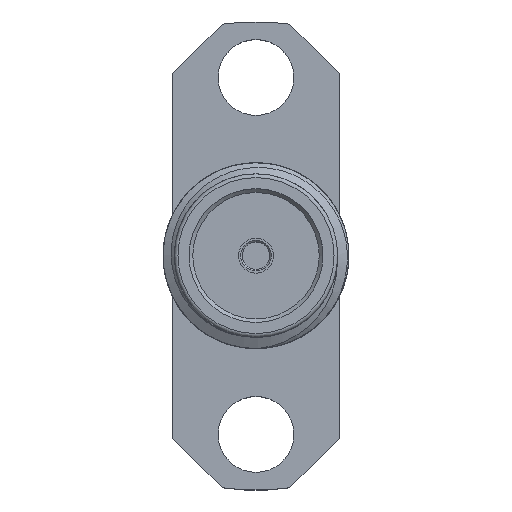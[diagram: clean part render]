
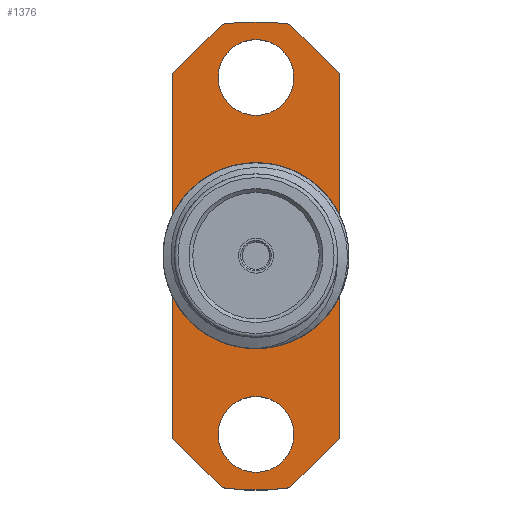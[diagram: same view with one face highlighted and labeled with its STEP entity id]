
A CAD part, top view. The second image highlights one B-rep face of the part: STEP entity #1376.
In plain terms, the highlighted planar face has unit normal (0, 0, 1).
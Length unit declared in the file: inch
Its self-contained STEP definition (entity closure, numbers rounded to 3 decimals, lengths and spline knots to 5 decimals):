
#4 = CARTESIAN_POINT ( 'NONE',  ( 0.051, -0.24, -0.31 ) ) ;
#7 = VERTEX_POINT ( 'NONE', #121 ) ;
#22 = CARTESIAN_POINT ( 'NONE',  ( 0.051, 0.24, -0.31 ) ) ;
#23 = VERTEX_POINT ( 'NONE', #1349 ) ;
#45 = ORIENTED_EDGE ( 'NONE', *, *, #1286, .T. ) ;
#54 = CARTESIAN_POINT ( 'NONE',  ( -0.04551, 0.31166, -0.31 ) ) ;
#62 = DIRECTION ( 'NONE',  ( -0.707, 0.707, 0. ) ) ;
#92 = PLANE ( 'NONE',  #891 ) ;
#105 = LINE ( 'NONE', #1436, #1908 ) ;
#114 = EDGE_CURVE ( 'NONE', #139, #1184, #194, .T. ) ;
#121 = CARTESIAN_POINT ( 'NONE',  ( 0.04551, 0.31166, -0.31 ) ) ;
#130 = LINE ( 'NONE', #1110, #449 ) ;
#139 = VERTEX_POINT ( 'NONE', #565 ) ;
#160 = FACE_OUTER_BOUND ( 'NONE', #1859, .T. ) ;
#186 = DIRECTION ( 'NONE',  ( 1., 0., 0. ) ) ;
#194 = CIRCLE ( 'NONE', #1786, 0.31496 ) ;
#227 = DIRECTION ( 'NONE',  ( 0., 1., 0. ) ) ;
#252 = DIRECTION ( 'NONE',  ( 0., 0., 1. ) ) ;
#296 = ORIENTED_EDGE ( 'NONE', *, *, #1996, .T. ) ;
#373 = EDGE_CURVE ( 'NONE', #2262, #1242, #105, .T. ) ;
#393 = VECTOR ( 'NONE', #1144, 39.37008 ) ;
#449 = VECTOR ( 'NONE', #1345, 39.37008 ) ;
#458 = EDGE_CURVE ( 'NONE', #2026, #2026, #2078, .T. ) ;
#478 = CIRCLE ( 'NONE', #2084, 0.31496 ) ;
#565 = CARTESIAN_POINT ( 'NONE',  ( -0.04551, -0.31166, -0.31 ) ) ;
#582 = DIRECTION ( 'NONE',  ( -1., 0., 0. ) ) ;
#609 = CARTESIAN_POINT ( 'NONE',  ( -0.1122, 0.24496, -0.31 ) ) ;
#612 = DIRECTION ( 'NONE',  ( 0., 0., 1. ) ) ;
#622 = DIRECTION ( 'NONE',  ( 1., 0., 0. ) ) ;
#639 = FACE_BOUND ( 'NONE', #1667, .T. ) ;
#687 = EDGE_LOOP ( 'NONE', ( #2004 ) ) ;
#691 = VERTEX_POINT ( 'NONE', #4 ) ;
#694 = DIRECTION ( 'NONE',  ( 1., 0., 0. ) ) ;
#751 = CARTESIAN_POINT ( 'NONE',  ( 0.1122, -0.31496, -0.31 ) ) ;
#754 = VERTEX_POINT ( 'NONE', #1423 ) ;
#780 = DIRECTION ( 'NONE',  ( -1., 0., 0. ) ) ;
#791 = CARTESIAN_POINT ( 'NONE',  ( -0.1122, -0.24496, -0.31 ) ) ;
#891 = AXIS2_PLACEMENT_3D ( 'NONE', #1314, #1677, #780 ) ;
#900 = EDGE_CURVE ( 'NONE', #7, #2262, #478, .T. ) ;
#903 = CARTESIAN_POINT ( 'NONE',  ( 0., 0., -0.31 ) ) ;
#909 = ORIENTED_EDGE ( 'NONE', *, *, #1194, .T. ) ;
#971 = AXIS2_PLACEMENT_3D ( 'NONE', #1733, #1211, #186 ) ;
#987 = CARTESIAN_POINT ( 'NONE',  ( -0.1122, -0.31496, -0.31 ) ) ;
#997 = FACE_BOUND ( 'NONE', #687, .T. ) ;
#1025 = CIRCLE ( 'NONE', #2133, 0.051 ) ;
#1032 = AXIS2_PLACEMENT_3D ( 'NONE', #1660, #612, #582 ) ;
#1034 = DIRECTION ( 'NONE',  ( 0., 0., 1. ) ) ;
#1054 = LINE ( 'NONE', #1406, #1219 ) ;
#1103 = VERTEX_POINT ( 'NONE', #22 ) ;
#1110 = CARTESIAN_POINT ( 'NONE',  ( 0.1122, -0.24496, -0.31 ) ) ;
#1144 = DIRECTION ( 'NONE',  ( 0., -1., 0. ) ) ;
#1158 = ORIENTED_EDGE ( 'NONE', *, *, #900, .T. ) ;
#1162 = VECTOR ( 'NONE', #62, 39.37008 ) ;
#1164 = LINE ( 'NONE', #751, #1824 ) ;
#1184 = VERTEX_POINT ( 'NONE', #2191 ) ;
#1194 = EDGE_CURVE ( 'NONE', #754, #23, #1164, .T. ) ;
#1211 = DIRECTION ( 'NONE',  ( 0., 0., 1. ) ) ;
#1219 = VECTOR ( 'NONE', #2118, 39.37008 ) ;
#1242 = VERTEX_POINT ( 'NONE', #609 ) ;
#1274 = CARTESIAN_POINT ( 'NONE',  ( 0.0422, 0.31496, -0.31 ) ) ;
#1280 = ORIENTED_EDGE ( 'NONE', *, *, #1840, .F. ) ;
#1286 = EDGE_CURVE ( 'NONE', #1184, #754, #130, .T. ) ;
#1309 = FACE_BOUND ( 'NONE', #1793, .T. ) ;
#1314 = CARTESIAN_POINT ( 'NONE',  ( 0., 0., -0.31 ) ) ;
#1332 = ORIENTED_EDGE ( 'NONE', *, *, #373, .T. ) ;
#1345 = DIRECTION ( 'NONE',  ( 0.707, 0.707, 0. ) ) ;
#1349 = CARTESIAN_POINT ( 'NONE',  ( 0.1122, 0.24496, -0.31 ) ) ;
#1376 = ADVANCED_FACE ( 'NONE', ( #639, #1309, #997, #160 ), #92, .F. ) ;
#1406 = CARTESIAN_POINT ( 'NONE',  ( -0.0422, -0.31496, -0.31 ) ) ;
#1423 = CARTESIAN_POINT ( 'NONE',  ( 0.1122, -0.24496, -0.31 ) ) ;
#1427 = ORIENTED_EDGE ( 'NONE', *, *, #1812, .F. ) ;
#1436 = CARTESIAN_POINT ( 'NONE',  ( -0.1122, 0.24496, -0.31 ) ) ;
#1455 = VERTEX_POINT ( 'NONE', #791 ) ;
#1526 = EDGE_CURVE ( 'NONE', #1242, #1455, #2162, .T. ) ;
#1622 = ORIENTED_EDGE ( 'NONE', *, *, #1526, .T. ) ;
#1650 = DIRECTION ( 'NONE',  ( 0., 0., 1. ) ) ;
#1660 = CARTESIAN_POINT ( 'NONE',  ( 0., 0., -0.31 ) ) ;
#1667 = EDGE_LOOP ( 'NONE', ( #1427 ) ) ;
#1673 = CARTESIAN_POINT ( 'NONE',  ( 0., 0., -0.31 ) ) ;
#1677 = DIRECTION ( 'NONE',  ( 0., 0., -1. ) ) ;
#1733 = CARTESIAN_POINT ( 'NONE',  ( 0., -0.24, -0.31 ) ) ;
#1758 = EDGE_CURVE ( 'NONE', #1455, #139, #1054, .T. ) ;
#1786 = AXIS2_PLACEMENT_3D ( 'NONE', #903, #252, #2150 ) ;
#1793 = EDGE_LOOP ( 'NONE', ( #1280 ) ) ;
#1812 = EDGE_CURVE ( 'NONE', #1103, #1103, #1025, .T. ) ;
#1824 = VECTOR ( 'NONE', #227, 39.37008 ) ;
#1840 = EDGE_CURVE ( 'NONE', #691, #691, #2105, .T. ) ;
#1859 = EDGE_LOOP ( 'NONE', ( #1158, #1332, #1622, #2110, #1946, #45, #909, #296 ) ) ;
#1908 = VECTOR ( 'NONE', #2154, 39.37008 ) ;
#1946 = ORIENTED_EDGE ( 'NONE', *, *, #114, .T. ) ;
#1996 = EDGE_CURVE ( 'NONE', #23, #7, #2075, .T. ) ;
#2004 = ORIENTED_EDGE ( 'NONE', *, *, #458, .F. ) ;
#2026 = VERTEX_POINT ( 'NONE', #2177 ) ;
#2075 = LINE ( 'NONE', #1274, #1162 ) ;
#2078 = CIRCLE ( 'NONE', #1032, 0.10989 ) ;
#2084 = AXIS2_PLACEMENT_3D ( 'NONE', #1673, #1650, #622 ) ;
#2091 = CARTESIAN_POINT ( 'NONE',  ( 0., 0.24, -0.31 ) ) ;
#2105 = CIRCLE ( 'NONE', #971, 0.051 ) ;
#2110 = ORIENTED_EDGE ( 'NONE', *, *, #1758, .T. ) ;
#2118 = DIRECTION ( 'NONE',  ( 0.707, -0.707, 0. ) ) ;
#2133 = AXIS2_PLACEMENT_3D ( 'NONE', #2091, #1034, #694 ) ;
#2150 = DIRECTION ( 'NONE',  ( 1., 0., 0. ) ) ;
#2154 = DIRECTION ( 'NONE',  ( -0.707, -0.707, 0. ) ) ;
#2162 = LINE ( 'NONE', #987, #393 ) ;
#2177 = CARTESIAN_POINT ( 'NONE',  ( -0.10989, 0., -0.31 ) ) ;
#2191 = CARTESIAN_POINT ( 'NONE',  ( 0.04551, -0.31166, -0.31 ) ) ;
#2262 = VERTEX_POINT ( 'NONE', #54 ) ;
